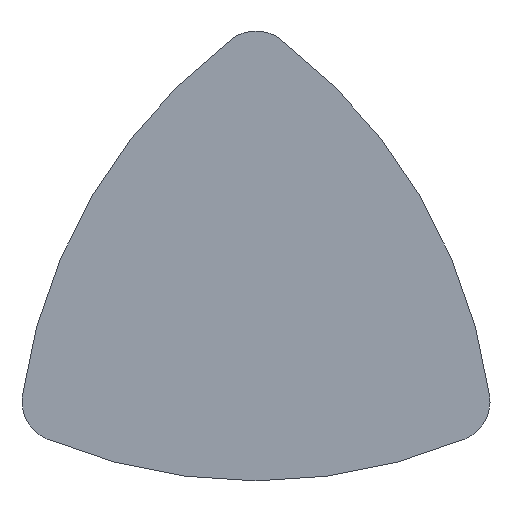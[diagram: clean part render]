
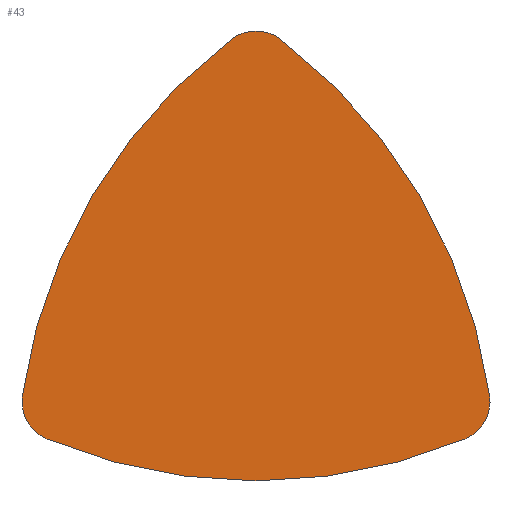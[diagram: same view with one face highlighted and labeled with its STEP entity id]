
A CAD part, top view. The second image highlights one B-rep face of the part: STEP entity #43.
In plain terms, the highlighted planar face has unit normal (0, 0, 1).
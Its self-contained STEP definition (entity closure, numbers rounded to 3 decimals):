
#35=PLANE('',#176);
#43=ADVANCED_FACE('',(#57),#35,.F.);
#57=FACE_OUTER_BOUND('',#65,.T.);
#65=EDGE_LOOP('',(#108,#109,#110,#111,#112,#113));
#108=ORIENTED_EDGE('',*,*,#126,.F.);
#109=ORIENTED_EDGE('',*,*,#142,.F.);
#110=ORIENTED_EDGE('',*,*,#139,.F.);
#111=ORIENTED_EDGE('',*,*,#136,.F.);
#112=ORIENTED_EDGE('',*,*,#133,.F.);
#113=ORIENTED_EDGE('',*,*,#130,.F.);
#114=VERTEX_POINT('',#227);
#115=VERTEX_POINT('',#228);
#118=VERTEX_POINT('',#236);
#120=VERTEX_POINT('',#242);
#122=VERTEX_POINT('',#248);
#124=VERTEX_POINT('',#254);
#126=EDGE_CURVE('',#114,#115,#144,.T.);
#130=EDGE_CURVE('',#115,#118,#146,.T.);
#133=EDGE_CURVE('',#118,#120,#148,.T.);
#136=EDGE_CURVE('',#120,#122,#150,.T.);
#139=EDGE_CURVE('',#122,#124,#152,.T.);
#142=EDGE_CURVE('',#124,#114,#154,.T.);
#144=CIRCLE('',#157,16.);
#146=CIRCLE('',#160,1.2);
#148=CIRCLE('',#163,16.);
#150=CIRCLE('',#166,1.2);
#152=CIRCLE('',#169,16.);
#154=CIRCLE('',#172,1.2);
#157=AXIS2_PLACEMENT_3D('',#226,#179,#180);
#160=AXIS2_PLACEMENT_3D('',#235,#187,#188);
#163=AXIS2_PLACEMENT_3D('',#241,#194,#195);
#166=AXIS2_PLACEMENT_3D('',#247,#201,#202);
#169=AXIS2_PLACEMENT_3D('',#253,#208,#209);
#172=AXIS2_PLACEMENT_3D('',#259,#215,#216);
#176=AXIS2_PLACEMENT_3D('',#263,#223,#224);
#179=DIRECTION('',(0.,0.,-1.));
#180=DIRECTION('',(1.,0.,0.));
#187=DIRECTION('',(0.,0.,-1.));
#188=DIRECTION('',(1.,0.,0.));
#194=DIRECTION('',(0.,0.,-1.));
#195=DIRECTION('',(1.,0.,0.));
#201=DIRECTION('',(0.,0.,-1.));
#202=DIRECTION('',(1.,0.,0.));
#208=DIRECTION('',(0.,0.,-1.));
#209=DIRECTION('',(1.,0.,0.));
#215=DIRECTION('',(0.,0.,-1.));
#216=DIRECTION('',(1.,0.,0.));
#223=DIRECTION('',(0.,0.,-1.));
#224=DIRECTION('',(-1.,0.,0.));
#226=CARTESIAN_POINT('',(8.955,-5.309,0.));
#227=CARTESIAN_POINT('',(-6.889,-3.081,0.));
#228=CARTESIAN_POINT('',(-0.726,7.43,0.));
#235=CARTESIAN_POINT('',(0.,6.475,0.));
#236=CARTESIAN_POINT('',(0.726,7.43,0.));
#241=CARTESIAN_POINT('',(-8.955,-5.309,0.));
#242=CARTESIAN_POINT('',(6.889,-3.081,0.));
#247=CARTESIAN_POINT('',(5.701,-3.248,0.));
#248=CARTESIAN_POINT('',(6.163,-4.355,0.));
#253=CARTESIAN_POINT('',(0.,10.41,0.));
#254=CARTESIAN_POINT('',(-6.163,-4.355,0.));
#259=CARTESIAN_POINT('',(-5.701,-3.248,0.));
#263=CARTESIAN_POINT('',(4.477,0.583,0.));
